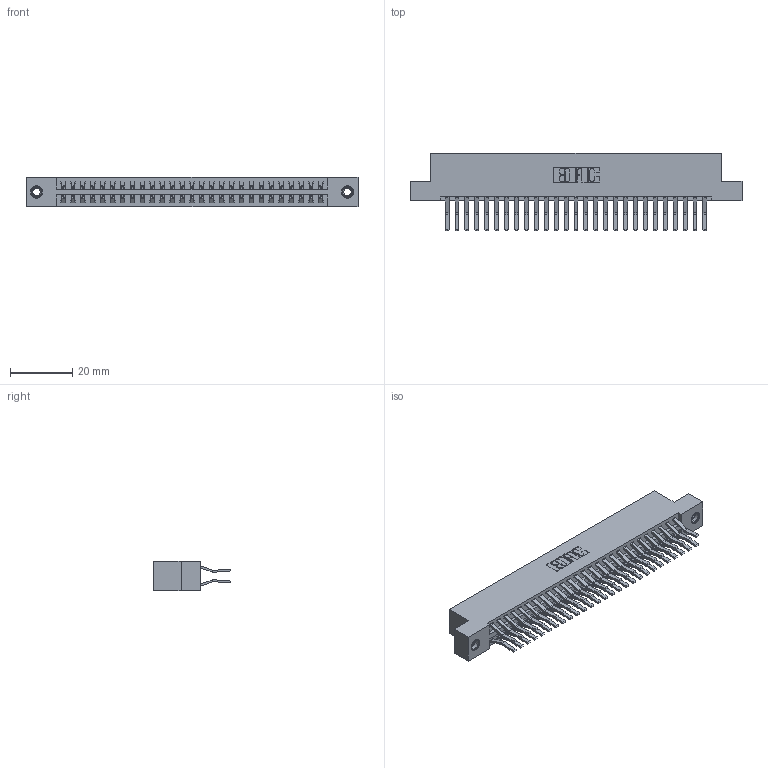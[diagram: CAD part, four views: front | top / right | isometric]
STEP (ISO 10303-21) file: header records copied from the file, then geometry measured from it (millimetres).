
FILE_DESCRIPTION (( 'STEP AP203' ), '1' );
FILE_NAME ('396-054-560-208.STEP', '2019-10-30T14:34:55', ( '' ), ( '' ), 'SwSTEP 2.0', 'SolidWorks 2016', '' );
FILE_SCHEMA (( 'CONFIG_CONTROL_DESIGN' ));
Length unit declared in the file: inch
Products named in the file (4): 345-292-001_560 Tail; 345-250-001_345-250-005-103; 396-054-560-208; 346 Part_Flush Mounting Lugs - 0.156 Dia-TI
Assembly tree (57 placements, depth 2):
  396-054-560-208
    346 Part_Flush Mounting Lugs - 0.156 Dia-TI
    345-292-001_560 Tail  x54
    345-250-001_345-250-005-103  x2
Bounding box: 106.3 x 24.78 x 9.4 mm (x, y, z)
Volume: 10589.4 mm3; surface area: 15298.2 mm2
Topology: 57 solids, 57 shells, 3098 faces, 9159 edges, 6026 vertices
Faces by surface type: plane 1998, cylinder 1084, cone 12, torus 4
Entity records: 20914 total; most frequent: CARTESIAN_POINT 3451, ORIENTED_EDGE 3378, DIRECTION 3123, EDGE_CURVE 1689, VECTOR 1425, LINE 1425, VERTEX_POINT 1120, AXIS2_PLACEMENT_3D 849
